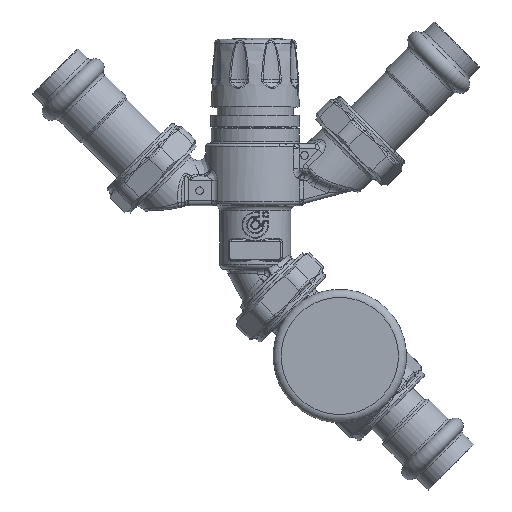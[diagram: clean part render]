
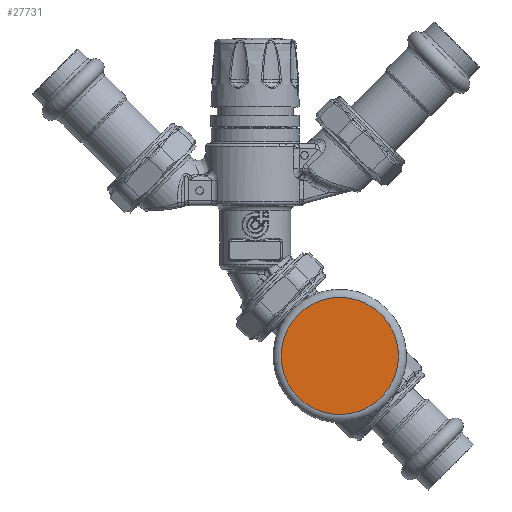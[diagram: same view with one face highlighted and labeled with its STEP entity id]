
A CAD part, top view. The second image highlights one B-rep face of the part: STEP entity #27731.
In plain terms, the highlighted face is planar.
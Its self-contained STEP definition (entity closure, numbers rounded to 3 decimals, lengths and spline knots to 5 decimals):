
#4937=FACE_OUTER_BOUND('',#6761,.T.);
#6761=EDGE_LOOP('',(#23311));
#10940=CIRCLE('',#30499,0.905);
#12939=VERTEX_POINT('',#83098);
#16510=EDGE_CURVE('',#12939,#12939,#10940,.T.);
#23311=ORIENTED_EDGE('',*,*,#16510,.F.);
#26299=PLANE('',#30505);
#27731=ADVANCED_FACE('',(#4937),#26299,.T.);
#30499=AXIS2_PLACEMENT_3D('',#83099,#36445,#36446);
#30505=AXIS2_PLACEMENT_3D('',#83109,#36458,#36459);
#36445=DIRECTION('center_axis',(-1.,0.,0.));
#36446=DIRECTION('ref_axis',(0.,1.,0.));
#36458=DIRECTION('center_axis',(1.,0.,0.));
#36459=DIRECTION('ref_axis',(0.,-1.,0.));
#83098=CARTESIAN_POINT('',(1.4924,0.905,0.));
#83099=CARTESIAN_POINT('Origin',(1.4924,0.,
0.));
#83109=CARTESIAN_POINT('Origin',(1.4924,0.,
0.));
